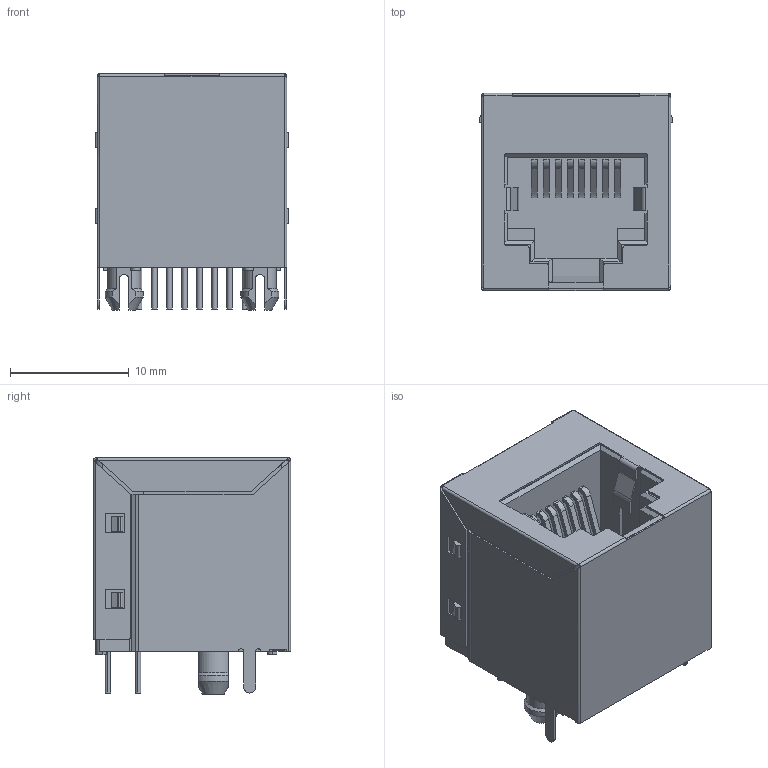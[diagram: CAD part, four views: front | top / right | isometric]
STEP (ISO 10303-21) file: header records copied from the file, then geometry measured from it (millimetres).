
FILE_DESCRIPTION((''),'2;1');
FILE_NAME('RJ45-TH_XKB_X05ADGWA3DY1027','2022-07-27T14:19:55',('win'),(''),'CREO PARAMETRIC BY PTC INC, 2020033','CREO PARAMETRIC BY PTC INC, 2020033','');
FILE_SCHEMA(('AUTOMOTIVE_DESIGN { 1 0 10303 214 1 1 1 1 }'));
Length unit declared in the file: millimetre
Products named in the file (1): RJ45-TH_XKB_X05ADGWA3DY1027
Bounding box: 16.24 x 16.61 x 19.9 mm (x, y, z)
Volume: 2964.8 mm3; surface area: 5262.1 mm2
Topology: 2 solids, 2 shells, 753 faces, 2065 edges, 1356 vertices
Faces by surface type: plane 512, cylinder 152, extrusion 73, cone 8, sphere 8
Entity records: 29897 total; most frequent: CARTESIAN_POINT 5229, ORIENTED_EDGE 4130, DIRECTION 3608, EDGE_CURVE 2065, VECTOR 1656, LINE 1583, VERTEX_POINT 1356, AXIS2_PLACEMENT_3D 976
